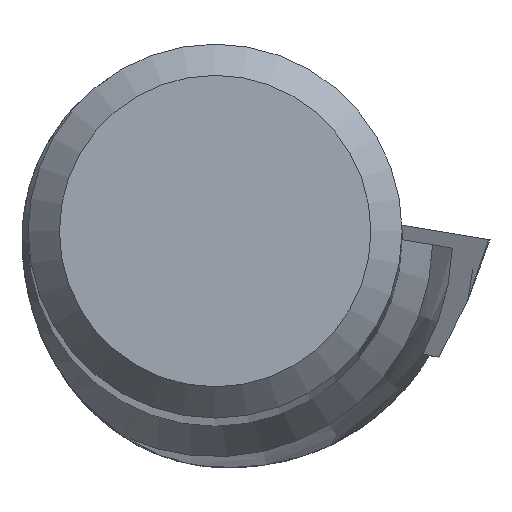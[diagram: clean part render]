
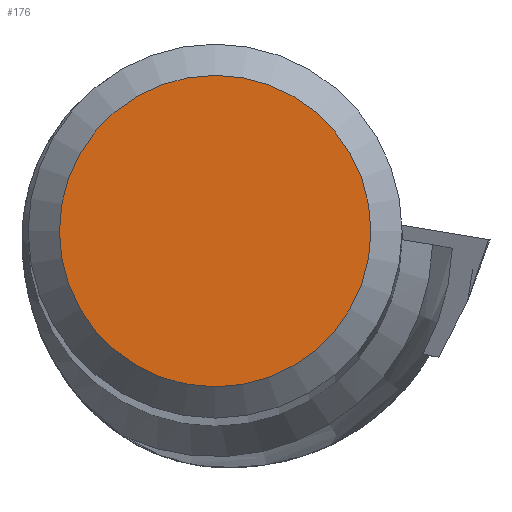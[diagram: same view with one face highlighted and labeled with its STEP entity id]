
A CAD part, top view. The second image highlights one B-rep face of the part: STEP entity #176.
In plain terms, the highlighted planar face has unit normal (0, 0, 1).
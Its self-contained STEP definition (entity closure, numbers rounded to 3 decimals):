
#142=FACE_OUTER_BOUND('',#358,.T.);
#176=ADVANCED_FACE('',(#142),#201,.T.);
#201=PLANE('',#806);
#358=EDGE_LOOP('',(#459));
#459=ORIENTED_EDGE('',*,*,#651,.F.);
#583=VERTEX_POINT('',#1198);
#651=EDGE_CURVE('',#583,#583,#696,.T.);
#696=CIRCLE('',#802,2.495);
#802=AXIS2_PLACEMENT_3D('',#1197,#940,#941);
#806=AXIS2_PLACEMENT_3D('',#1203,#948,#949);
#940=DIRECTION('',(0.,0.,-1.));
#941=DIRECTION('',(-1.,0.,0.));
#948=DIRECTION('',(0.,0.,1.));
#949=DIRECTION('',(-1.,0.,0.));
#1197=CARTESIAN_POINT('',(0.,0.,0.));
#1198=CARTESIAN_POINT('',(-2.495,0.,0.));
#1203=CARTESIAN_POINT('',(0.,0.,0.));
